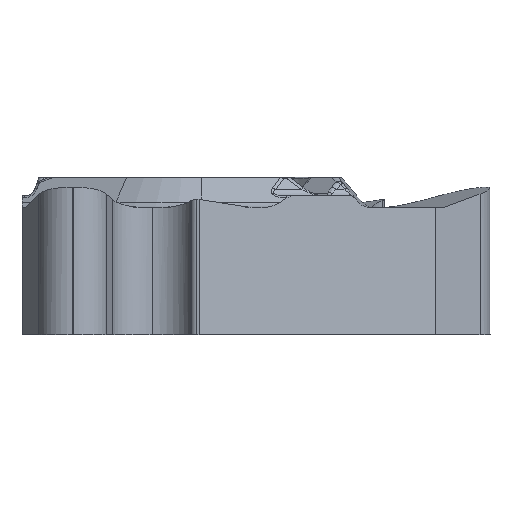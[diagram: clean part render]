
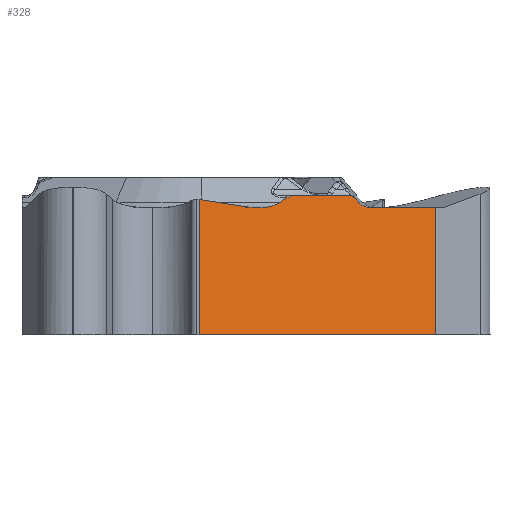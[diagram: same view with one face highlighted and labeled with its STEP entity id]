
A CAD part, front view. The second image highlights one B-rep face of the part: STEP entity #328.
In plain terms, the highlighted planar face has unit normal (0.5, -0.866, 0).
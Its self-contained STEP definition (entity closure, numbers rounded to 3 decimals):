
#328=ADVANCED_FACE('',(#582),#529,.F.);
#529=PLANE('',#3377);
#582=FACE_OUTER_BOUND('',#777,.T.);
#777=EDGE_LOOP('',(#1091,#1092,#1093,#1094,#1095,#1096,#1097,#1098,#1099,
#1100,#1101,#1102,#1103,#1104));
#992=ELLIPSE('',#3372,0.489,0.415);
#993=ELLIPSE('',#3373,0.177,0.15);
#994=ELLIPSE('',#3374,0.3,0.15);
#995=ELLIPSE('',#3375,0.83,0.415);
#996=ELLIPSE('',#3376,0.83,0.415);
#1091=ORIENTED_EDGE('',*,*,#2369,.F.);
#1092=ORIENTED_EDGE('',*,*,#2370,.F.);
#1093=ORIENTED_EDGE('',*,*,#2371,.F.);
#1094=ORIENTED_EDGE('',*,*,#2372,.T.);
#1095=ORIENTED_EDGE('',*,*,#2373,.F.);
#1096=ORIENTED_EDGE('',*,*,#2374,.F.);
#1097=ORIENTED_EDGE('',*,*,#2375,.T.);
#1098=ORIENTED_EDGE('',*,*,#2376,.F.);
#1099=ORIENTED_EDGE('',*,*,#2377,.F.);
#1100=ORIENTED_EDGE('',*,*,#2378,.T.);
#1101=ORIENTED_EDGE('',*,*,#2379,.F.);
#1102=ORIENTED_EDGE('',*,*,#2380,.T.);
#1103=ORIENTED_EDGE('',*,*,#2381,.T.);
#1104=ORIENTED_EDGE('',*,*,#2382,.F.);
#2073=VERTEX_POINT('',#5110);
#2074=VERTEX_POINT('',#5111);
#2075=VERTEX_POINT('',#5113);
#2076=VERTEX_POINT('',#5115);
#2077=VERTEX_POINT('',#5117);
#2078=VERTEX_POINT('',#5119);
#2079=VERTEX_POINT('',#5121);
#2080=VERTEX_POINT('',#5123);
#2081=VERTEX_POINT('',#5125);
#2082=VERTEX_POINT('',#5127);
#2083=VERTEX_POINT('',#5129);
#2084=VERTEX_POINT('',#5131);
#2085=VERTEX_POINT('',#5133);
#2086=VERTEX_POINT('',#5135);
#2369=EDGE_CURVE('',#2073,#2074,#2850,.T.);
#2370=EDGE_CURVE('',#2075,#2073,#2851,.T.);
#2371=EDGE_CURVE('',#2076,#2075,#2852,.T.);
#2372=EDGE_CURVE('',#2076,#2077,#992,.T.);
#2373=EDGE_CURVE('',#2078,#2077,#2853,.T.);
#2374=EDGE_CURVE('',#2079,#2078,#993,.T.);
#2375=EDGE_CURVE('',#2079,#2080,#2854,.T.);
#2376=EDGE_CURVE('',#2081,#2080,#994,.T.);
#2377=EDGE_CURVE('',#2082,#2081,#2855,.T.);
#2378=EDGE_CURVE('',#2082,#2083,#995,.T.);
#2379=EDGE_CURVE('',#2084,#2083,#2856,.T.);
#2380=EDGE_CURVE('',#2084,#2085,#996,.T.);
#2381=EDGE_CURVE('',#2085,#2086,#2857,.T.);
#2382=EDGE_CURVE('',#2074,#2086,#2858,.T.);
#2850=LINE('',#5109,#3069);
#2851=LINE('',#5112,#3070);
#2852=LINE('',#5114,#3071);
#2853=LINE('',#5118,#3072);
#2854=LINE('',#5122,#3073);
#2855=LINE('',#5126,#3074);
#2856=LINE('',#5130,#3075);
#2857=LINE('',#5134,#3076);
#2858=LINE('',#5136,#3077);
#3069=VECTOR('',#3770,1.);
#3070=VECTOR('',#3771,1.);
#3071=VECTOR('',#3772,1.);
#3072=VECTOR('',#3775,1.);
#3073=VECTOR('',#3778,1.);
#3074=VECTOR('',#3781,1.);
#3075=VECTOR('',#3784,1.);
#3076=VECTOR('',#3787,1.);
#3077=VECTOR('',#3788,1.);
#3372=AXIS2_PLACEMENT_3D('',#5116,#3773,#3774);
#3373=AXIS2_PLACEMENT_3D('',#5120,#3776,#3777);
#3374=AXIS2_PLACEMENT_3D('',#5124,#3779,#3780);
#3375=AXIS2_PLACEMENT_3D('',#5128,#3782,#3783);
#3376=AXIS2_PLACEMENT_3D('',#5132,#3785,#3786);
#3377=AXIS2_PLACEMENT_3D('',#5137,#3789,#3790);
#3770=DIRECTION('',(-0.866,-0.5,0.));
#3771=DIRECTION('',(0.,0.,-1.));
#3772=DIRECTION('',(0.866,0.5,0.));
#3773=DIRECTION('',(-0.5,0.866,0.));
#3774=DIRECTION('',(-0.866,-0.5,0.));
#3775=DIRECTION('',(0.609,0.352,-0.711));
#3776=DIRECTION('',(-0.5,0.866,0.));
#3777=DIRECTION('',(0.866,0.5,0.));
#3778=DIRECTION('',(-0.866,-0.5,0.));
#3779=DIRECTION('',(-0.5,0.866,0.));
#3780=DIRECTION('',(-0.866,-0.5,0.));
#3781=DIRECTION('',(0.744,0.43,0.512));
#3782=DIRECTION('',(-0.5,0.866,0.));
#3783=DIRECTION('',(-0.866,-0.5,0.));
#3784=DIRECTION('',(0.866,0.5,0.));
#3785=DIRECTION('',(-0.5,0.866,0.));
#3786=DIRECTION('',(0.866,0.5,0.));
#3787=DIRECTION('',(-0.858,-0.496,0.133));
#3788=DIRECTION('',(0.,0.,1.));
#3789=DIRECTION('',(-0.5,0.866,0.));
#3790=DIRECTION('',(-0.866,-0.5,0.));
#5109=CARTESIAN_POINT('',(8.733,-0.457,-3.97));
#5110=CARTESIAN_POINT('',(6.238,-1.898,-3.97));
#5111=CARTESIAN_POINT('',(-0.053,-5.53,-3.97));
#5112=CARTESIAN_POINT('',(6.238,-1.898,0.));
#5113=CARTESIAN_POINT('',(6.238,-1.898,-0.585));
#5114=CARTESIAN_POINT('',(-3.971,-7.792,-0.585));
#5115=CARTESIAN_POINT('',(4.499,-2.902,-0.585));
#5116=CARTESIAN_POINT('',(4.499,-2.902,-0.17));
#5117=CARTESIAN_POINT('',(4.174,-3.089,-0.437));
#5118=CARTESIAN_POINT('',(-0.044,-5.525,4.486));
#5119=CARTESIAN_POINT('',(4.077,-3.145,-0.324));
#5120=CARTESIAN_POINT('',(3.96,-3.213,-0.42));
#5121=CARTESIAN_POINT('',(3.96,-3.213,-0.27));
#5122=CARTESIAN_POINT('',(-3.971,-7.792,-0.27));
#5123=CARTESIAN_POINT('',(2.476,-4.07,-0.27));
#5124=CARTESIAN_POINT('',(2.476,-4.07,-0.42));
#5125=CARTESIAN_POINT('',(2.277,-4.185,-0.324));
#5126=CARTESIAN_POINT('',(7.165,-1.363,3.039));
#5127=CARTESIAN_POINT('',(2.113,-4.279,-0.437));
#5128=CARTESIAN_POINT('',(1.562,-4.597,-0.17));
#5129=CARTESIAN_POINT('',(1.562,-4.597,-0.585));
#5130=CARTESIAN_POINT('',(8.733,-0.457,-0.585));
#5131=CARTESIAN_POINT('',(1.45,-4.662,-0.585));
#5132=CARTESIAN_POINT('',(1.45,-4.662,-0.17));
#5133=CARTESIAN_POINT('',(1.264,-4.77,-0.571));
#5134=CARTESIAN_POINT('',(8.537,-0.571,-1.696));
#5135=CARTESIAN_POINT('',(-0.053,-5.53,-0.367));
#5136=CARTESIAN_POINT('',(-0.053,-5.53,0.));
#5137=CARTESIAN_POINT('',(8.733,-0.457,0.));
